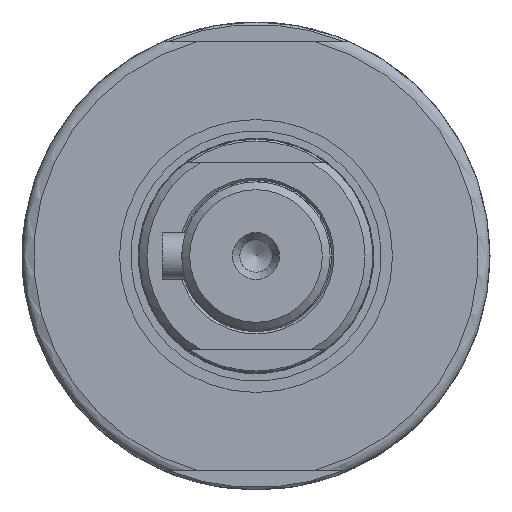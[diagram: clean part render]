
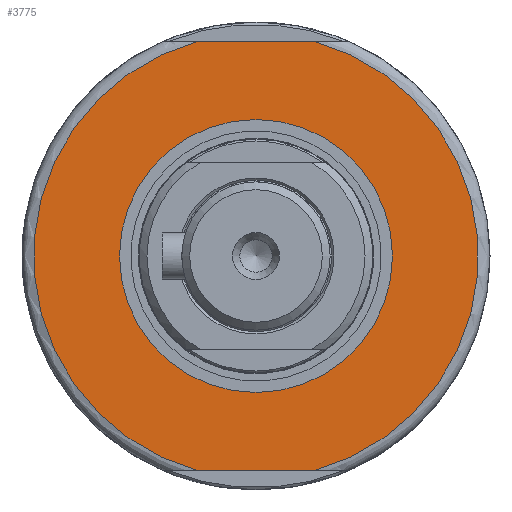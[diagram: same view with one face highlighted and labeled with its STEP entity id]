
A CAD part, left-side view. The second image highlights one B-rep face of the part: STEP entity #3775.
In plain terms, the highlighted planar face has unit normal (-1, 0, 0).
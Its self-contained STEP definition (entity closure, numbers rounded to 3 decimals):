
#125=FACE_BOUND('',#1114,.T.);
#162=PLANE('',#4067);
#279=LINE('',#5668,#557);
#283=LINE('',#5717,#561);
#557=VECTOR('',#4556,10.);
#561=VECTOR('',#4566,10.);
#896=FACE_OUTER_BOUND('',#1113,.T.);
#1113=EDGE_LOOP('',(#2574,#2575,#2576,#2577));
#1114=EDGE_LOOP('',(#2578,#2579));
#1371=CIRCLE('',#4068,28.5);
#1372=CIRCLE('',#4069,28.5);
#1373=CIRCLE('',#4070,17.5);
#1374=CIRCLE('',#4071,17.5);
#1577=VERTEX_POINT('',#5652);
#1578=VERTEX_POINT('',#5667);
#1585=VERTEX_POINT('',#5701);
#1586=VERTEX_POINT('',#5716);
#1589=VERTEX_POINT('',#5751);
#1590=VERTEX_POINT('',#5752);
#1958=EDGE_CURVE('',#1578,#1577,#279,.T.);
#1967=EDGE_CURVE('',#1586,#1585,#283,.T.);
#1978=EDGE_CURVE('',#1586,#1577,#1371,.T.);
#1979=EDGE_CURVE('',#1578,#1585,#1372,.T.);
#1980=EDGE_CURVE('',#1589,#1590,#1373,.T.);
#1981=EDGE_CURVE('',#1590,#1589,#1374,.T.);
#2574=ORIENTED_EDGE('',*,*,#1958,.T.);
#2575=ORIENTED_EDGE('',*,*,#1978,.F.);
#2576=ORIENTED_EDGE('',*,*,#1967,.T.);
#2577=ORIENTED_EDGE('',*,*,#1979,.F.);
#2578=ORIENTED_EDGE('',*,*,#1980,.T.);
#2579=ORIENTED_EDGE('',*,*,#1981,.T.);
#3775=ADVANCED_FACE('',(#896,#125),#162,.T.);
#4067=AXIS2_PLACEMENT_3D('',#5748,#4594,#4595);
#4068=AXIS2_PLACEMENT_3D('',#5749,#4596,#4597);
#4069=AXIS2_PLACEMENT_3D('',#5750,#4598,#4599);
#4070=AXIS2_PLACEMENT_3D('',#5753,#4600,#4601);
#4071=AXIS2_PLACEMENT_3D('',#5754,#4602,#4603);
#4556=DIRECTION('',(0.,-1.,0.));
#4566=DIRECTION('',(0.,1.,0.));
#4594=DIRECTION('center_axis',(-1.,0.,0.));
#4595=DIRECTION('ref_axis',(0.,0.,-1.));
#4596=DIRECTION('center_axis',(1.,0.,0.));
#4597=DIRECTION('ref_axis',(0.,-1.,0.));
#4598=DIRECTION('center_axis',(1.,0.,0.));
#4599=DIRECTION('ref_axis',(0.,-1.,0.));
#4600=DIRECTION('center_axis',(1.,0.,0.));
#4601=DIRECTION('ref_axis',(0.,-1.,0.));
#4602=DIRECTION('center_axis',(1.,0.,0.));
#4603=DIRECTION('ref_axis',(0.,-1.,0.));
#5652=CARTESIAN_POINT('',(-183.,-7.483,-27.5));
#5667=CARTESIAN_POINT('',(-183.,7.483,-27.5));
#5668=CARTESIAN_POINT('',(-183.,-24.063,-27.5));
#5701=CARTESIAN_POINT('',(-183.,7.483,27.5));
#5716=CARTESIAN_POINT('',(-183.,-7.483,27.5));
#5717=CARTESIAN_POINT('',(-183.,1.553,27.5));
#5748=CARTESIAN_POINT('Origin',(-183.,-23.,0.));
#5749=CARTESIAN_POINT('Origin',(-183.,0.,0.));
#5750=CARTESIAN_POINT('Origin',(-183.,0.,0.));
#5751=CARTESIAN_POINT('',(-183.,-17.5,0.));
#5752=CARTESIAN_POINT('',(-183.,17.5,0.));
#5753=CARTESIAN_POINT('Origin',(-183.,0.,0.));
#5754=CARTESIAN_POINT('Origin',(-183.,0.,0.));
